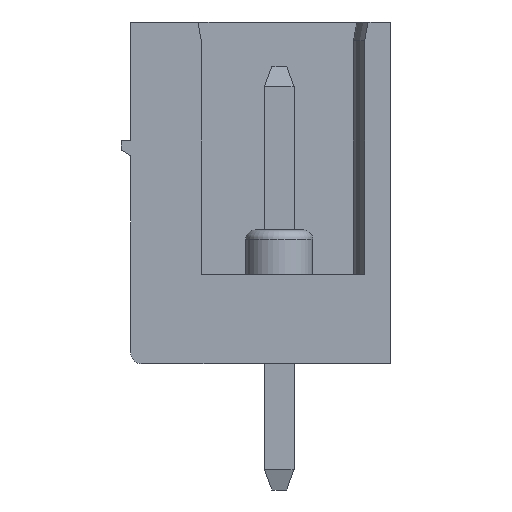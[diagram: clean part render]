
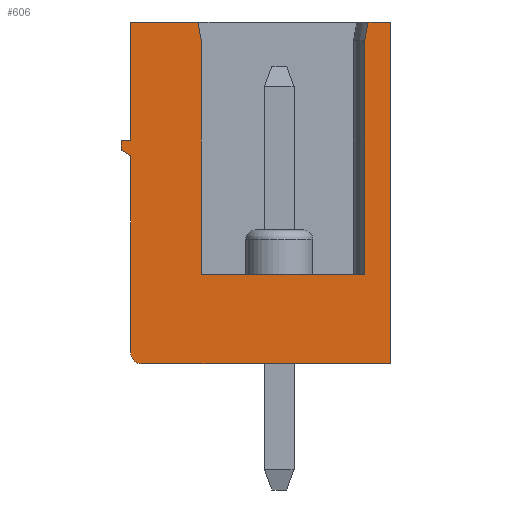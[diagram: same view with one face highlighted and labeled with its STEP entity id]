
A CAD part, left-side view. The second image highlights one B-rep face of the part: STEP entity #606.
In plain terms, the highlighted planar face has unit normal (-1, 0, 0).
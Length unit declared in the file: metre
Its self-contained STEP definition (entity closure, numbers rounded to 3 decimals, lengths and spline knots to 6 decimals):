
#606=ADVANCED_FACE('',(#1626),#1627,.F.);
#1626=FACE_OUTER_BOUND('',#3082,.T.);
#1627=PLANE('',#3083);
#3082=EDGE_LOOP('',(#4839,#4840,#4841,#4842,#4843,#4844,#4845,#4846,#4847,#4848,#4849,#4850,#4851,#4852,#4853));
#3083=AXIS2_PLACEMENT_3D('',#4854,#4855,#4856);
#4839=ORIENTED_EDGE('',*,*,#8873,.T.);
#4840=ORIENTED_EDGE('',*,*,#8874,.F.);
#4841=ORIENTED_EDGE('',*,*,#8875,.F.);
#4842=ORIENTED_EDGE('',*,*,#8876,.F.);
#4843=ORIENTED_EDGE('',*,*,#8821,.T.);
#4844=ORIENTED_EDGE('',*,*,#8728,.T.);
#4845=ORIENTED_EDGE('',*,*,#8689,.F.);
#4846=ORIENTED_EDGE('',*,*,#8857,.T.);
#4847=ORIENTED_EDGE('',*,*,#8779,.F.);
#4848=ORIENTED_EDGE('',*,*,#8877,.F.);
#4849=ORIENTED_EDGE('',*,*,#8878,.F.);
#4850=ORIENTED_EDGE('',*,*,#8879,.F.);
#4851=ORIENTED_EDGE('',*,*,#8880,.F.);
#4852=ORIENTED_EDGE('',*,*,#8881,.F.);
#4853=ORIENTED_EDGE('',*,*,#8882,.F.);
#4854=CARTESIAN_POINT('',(-1.086627,0.01086,0.000933));
#4855=DIRECTION('',(1.0,0.0,0.0));
#4856=DIRECTION('',(0.0,1.0,-0.0));
#8689=EDGE_CURVE('',#10386,#10388,#10389,.T.);
#8728=EDGE_CURVE('',#10455,#10388,#10456,.T.);
#8779=EDGE_CURVE('',#10529,#10531,#10532,.T.);
#8821=EDGE_CURVE('',#10589,#10455,#10590,.T.);
#8857=EDGE_CURVE('',#10386,#10531,#10636,.T.);
#8873=EDGE_CURVE('',#10653,#10654,#10655,.F.);
#8874=EDGE_CURVE('',#10656,#10654,#10657,.T.);
#8875=EDGE_CURVE('',#10658,#10656,#10659,.T.);
#8876=EDGE_CURVE('',#10589,#10658,#10660,.T.);
#8877=EDGE_CURVE('',#10661,#10529,#10662,.T.);
#8878=EDGE_CURVE('',#10663,#10661,#10664,.T.);
#8879=EDGE_CURVE('',#10665,#10663,#10666,.T.);
#8880=EDGE_CURVE('',#10667,#10665,#10668,.T.);
#8881=EDGE_CURVE('',#10669,#10667,#10670,.T.);
#8882=EDGE_CURVE('',#10653,#10669,#10671,.T.);
#10386=VERTEX_POINT('',#12852);
#10388=VERTEX_POINT('',#12855);
#10389=LINE('',#12856,#12857);
#10455=VERTEX_POINT('',#12953);
#10456=LINE('',#12954,#12955);
#10529=VERTEX_POINT('',#13064);
#10531=VERTEX_POINT('',#13067);
#10532=LINE('',#13068,#13069);
#10589=VERTEX_POINT('',#13153);
#10590=LINE('',#13154,#13155);
#10636=LINE('',#13226,#13227);
#10653=VERTEX_POINT('',#13251);
#10654=VERTEX_POINT('',#13252);
#10655=CIRCLE('',#13253,0.0003);
#10656=VERTEX_POINT('',#13254);
#10657=LINE('',#13255,#13256);
#10658=VERTEX_POINT('',#13257);
#10659=LINE('',#13258,#13259);
#10660=LINE('',#13260,#13261);
#10661=VERTEX_POINT('',#13262);
#10662=LINE('',#13263,#13264);
#10663=VERTEX_POINT('',#13265);
#10664=LINE('',#13266,#13267);
#10665=VERTEX_POINT('',#13268);
#10666=LINE('',#13269,#13270);
#10667=VERTEX_POINT('',#13271);
#10668=LINE('',#13272,#13273);
#10669=VERTEX_POINT('',#13274);
#10670=LINE('',#13275,#13276);
#10671=LINE('',#13277,#13278);
#12852=CARTESIAN_POINT('',(-1.086627,0.00896,-0.005867));
#12855=CARTESIAN_POINT('',(-1.086627,0.00456,-0.005867));
#12856=CARTESIAN_POINT('',(-1.086627,0.00386,-0.005867));
#12857=VECTOR('',#16433,1.0);
#12953=CARTESIAN_POINT('',(-1.086627,0.00456,0.000433));
#12954=CARTESIAN_POINT('',(-1.086627,0.00456,-0.005567));
#12955=VECTOR('',#16470,1.0);
#13064=CARTESIAN_POINT('',(-1.086627,0.009048,0.000933));
#13067=CARTESIAN_POINT('',(-1.086627,0.00896,0.000433));
#13068=CARTESIAN_POINT('',(-1.086627,0.009048,0.000933));
#13069=VECTOR('',#16511,1.0);
#13153=CARTESIAN_POINT('',(-1.086627,0.004471,0.000933));
#13154=CARTESIAN_POINT('',(-1.086627,0.005565,-0.005267));
#13155=VECTOR('',#16545,1.0);
#13226=CARTESIAN_POINT('',(-1.086627,0.00896,-0.005567));
#13227=VECTOR('',#16568,1.0);
#13251=CARTESIAN_POINT('',(-1.086627,0.01086,-0.007967));
#13252=CARTESIAN_POINT('',(-1.086627,0.01056,-0.008267));
#13253=AXIS2_PLACEMENT_3D('',#16579,#16580,#16581);
#13254=CARTESIAN_POINT('',(-1.086627,0.00386,-0.008267));
#13255=CARTESIAN_POINT('',(-1.086627,0.01056,-0.008267));
#13256=VECTOR('',#16582,1.0);
#13257=CARTESIAN_POINT('',(-1.086627,0.00386,0.000933));
#13258=CARTESIAN_POINT('',(-1.086627,0.00386,-0.008267));
#13259=VECTOR('',#16583,1.0);
#13260=CARTESIAN_POINT('',(-1.086627,0.00386,0.000933));
#13261=VECTOR('',#16584,1.0);
#13262=CARTESIAN_POINT('',(-1.086627,0.01086,0.000933));
#13263=CARTESIAN_POINT('',(-1.086627,0.00386,0.000933));
#13264=VECTOR('',#16585,1.0);
#13265=CARTESIAN_POINT('',(-1.086627,0.01086,-0.002267));
#13266=CARTESIAN_POINT('',(-1.086627,0.01086,0.000933));
#13267=VECTOR('',#16586,1.0);
#13268=CARTESIAN_POINT('',(-1.086627,0.01111,-0.002267));
#13269=CARTESIAN_POINT('',(-1.086627,0.01086,-0.002267));
#13270=VECTOR('',#16587,1.0);
#13271=CARTESIAN_POINT('',(-1.086627,0.01111,-0.002517));
#13272=CARTESIAN_POINT('',(-1.086627,0.01111,-0.002267));
#13273=VECTOR('',#16588,1.0);
#13274=CARTESIAN_POINT('',(-1.086627,0.01086,-0.002667));
#13275=CARTESIAN_POINT('',(-1.086627,0.01111,-0.002517));
#13276=VECTOR('',#16589,1.0);
#13277=CARTESIAN_POINT('',(-1.086627,0.01086,-0.002667));
#13278=VECTOR('',#16590,1.0);
#16433=DIRECTION('',(0.0,-1.0,0.));
#16470=DIRECTION('',(0.0,0.,-1.0));
#16511=DIRECTION('',(0.0,-0.174,-0.985));
#16545=DIRECTION('',(0.0,0.174,-0.985));
#16568=DIRECTION('',(0.0,0.,1.0));
#16579=CARTESIAN_POINT('',(-1.086627,0.01056,-0.007967));
#16580=DIRECTION('',(1.0,0.0,0.0));
#16581=DIRECTION('',(0.0,0.0,-1.0));
#16582=DIRECTION('',(0.0,1.0,0.));
#16583=DIRECTION('',(0.0,0.,-1.0));
#16584=DIRECTION('',(0.0,-1.0,0.));
#16585=DIRECTION('',(0.0,-1.0,0.));
#16586=DIRECTION('',(0.0,0.,1.0));
#16587=DIRECTION('',(0.0,-1.0,0.));
#16588=DIRECTION('',(0.0,0.,1.0));
#16589=DIRECTION('',(0.0,0.857,0.514));
#16590=DIRECTION('',(0.0,0.,1.0));
